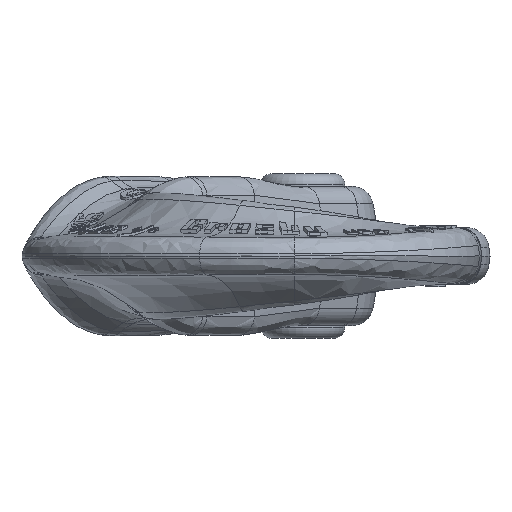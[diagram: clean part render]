
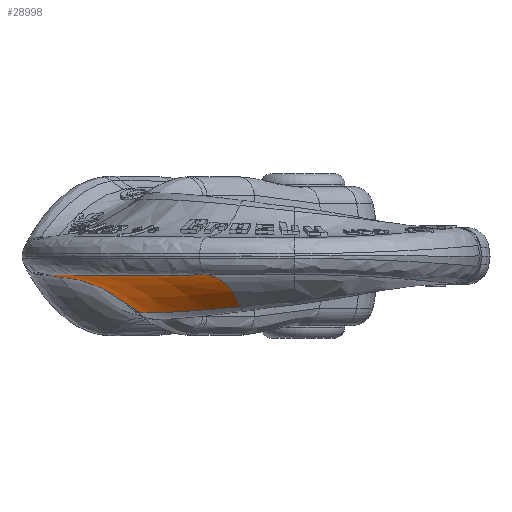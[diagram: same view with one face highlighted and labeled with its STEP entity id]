
A CAD part, front view. The second image highlights one B-rep face of the part: STEP entity #28998.
In plain terms, the highlighted free-form (B-spline) face has degree [3, 3] with [7, 7] control points.
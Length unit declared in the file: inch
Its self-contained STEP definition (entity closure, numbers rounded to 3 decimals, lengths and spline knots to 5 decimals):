
#7265=CARTESIAN_POINT('',(-1.84347,0.,-0.67568));
#7266=CARTESIAN_POINT('',(-1.84347,-0.18985,
-0.67568));
#7267=CARTESIAN_POINT('',(-1.78262,-0.56488,
-0.67631));
#7268=CARTESIAN_POINT('',(-1.52764,-1.05953,
-0.67055));
#7269=CARTESIAN_POINT('',(-1.13931,-1.4438,
-0.64754));
#7270=CARTESIAN_POINT('',(-0.81576,-1.60501,
-0.61781));
#7271=CARTESIAN_POINT('',(-0.64477,-1.65785,
-0.60046));
#7279=CARTESIAN_POINT('',(-0.64477,-1.65785,
-0.60046));
#7287=CARTESIAN_POINT('',(-1.84347,0.,-0.67568));
#9032=CARTESIAN_POINT('',(-3.00835,0.,-0.22));
#9033=CARTESIAN_POINT('',(-3.00835,-0.28819,-0.22));
#9034=CARTESIAN_POINT('',(-2.91665,-0.86928,
-0.22215));
#9035=CARTESIAN_POINT('',(-2.50709,-1.66145,
-0.22694));
#9036=CARTESIAN_POINT('',(-1.86355,-2.28308,
-0.22836));
#9037=CARTESIAN_POINT('',(-1.32555,-2.53563,
-0.22606));
#9038=CARTESIAN_POINT('',(-1.04456,-2.61456,
-0.22462));
#9040=CARTESIAN_POINT('',(-0.64477,-1.65785,
-0.60046));
#9041=CARTESIAN_POINT('',(-0.66535,-1.73225,
-0.54495));
#9042=CARTESIAN_POINT('',(-0.71551,-1.88624,
-0.44101));
#9043=CARTESIAN_POINT('',(-0.81793,-2.12662,
-0.3187));
#9044=CARTESIAN_POINT('',(-0.93652,-2.37114,
-0.24246));
#9045=CARTESIAN_POINT('',(-1.0121,-2.53402,
-0.22571));
#9046=CARTESIAN_POINT('',(-1.04456,-2.61456,
-0.22462));
#9048=CARTESIAN_POINT('',(-1.84347,0.,-0.67568));
#9049=CARTESIAN_POINT('',(-1.87272,0.,
-0.64866));
#9050=CARTESIAN_POINT('',(-1.91986,0.,
-0.60813));
#9051=CARTESIAN_POINT('',(-1.98709,0.,
-0.55636));
#9052=CARTESIAN_POINT('',(-2.02181,0.,
-0.53161));
#9053=CARTESIAN_POINT('',(-2.03935,0.,
-0.51962));
#11634=CARTESIAN_POINT('',(-2.03935,0.,
-0.51962));
#11635=CARTESIAN_POINT('',(-2.15008,0.,
-0.44391));
#11636=CARTESIAN_POINT('',(-2.33828,0.,
-0.34525));
#11637=CARTESIAN_POINT('',(-2.60375,0.,
-0.26419));
#11638=CARTESIAN_POINT('',(-2.73496,0.,
-0.2407));
#11639=CARTESIAN_POINT('',(-2.79868,0.,
-0.23286));
#11647=CARTESIAN_POINT('',(-2.79868,0.,
-0.23286));
#11648=CARTESIAN_POINT('',(-2.83539,0.,
-0.22834));
#11649=CARTESIAN_POINT('',(-2.90989,0.,
-0.22191));
#11650=CARTESIAN_POINT('',(-2.97801,0.,-0.22));
#11651=CARTESIAN_POINT('',(-3.00835,0.,-0.22));
#16628=VERTEX_POINT('',#7279);
#16629=VERTEX_POINT('',#9046);
#16685=VERTEX_POINT('',#7287);
#16686=VERTEX_POINT('',#9053);
#16687=VERTEX_POINT('',#11639);
#16688=VERTEX_POINT('',#11651);
#28937=CARTESIAN_POINT('',(-1.83442,0.02182,
-0.68398));
#28938=CARTESIAN_POINT('',(-1.91258,0.02273,
-0.61073));
#28939=CARTESIAN_POINT('',(-2.08495,0.02454,
-0.47664));
#28940=CARTESIAN_POINT('',(-2.38364,0.02734,
-0.32632));
#28941=CARTESIAN_POINT('',(-2.70355,0.03025,
-0.23659));
#28942=CARTESIAN_POINT('',(-2.91667,0.03231,
-0.21927));
#28943=CARTESIAN_POINT('',(-3.02092,0.03339,
-0.22005));
#28944=CARTESIAN_POINT('',(-1.83702,-0.17458,
-0.6838));
#28945=CARTESIAN_POINT('',(-1.91374,-0.18183,
-0.61196));
#28946=CARTESIAN_POINT('',(-2.08427,-0.19621,
-0.47869));
#28947=CARTESIAN_POINT('',(-2.38445,-0.21852,
-0.32678));
#28948=CARTESIAN_POINT('',(-2.70816,-0.24181,
-0.23603));
#28949=CARTESIAN_POINT('',(-2.9218,-0.25825,
-0.21918));
#28950=CARTESIAN_POINT('',(-3.02439,-0.26687,
-0.21997));
#28951=CARTESIAN_POINT('',(-1.77761,-0.55575,
-0.68421));
#28952=CARTESIAN_POINT('',(-1.85007,-0.5802,
-0.61523));
#28953=CARTESIAN_POINT('',(-2.01348,-0.62921,
-0.4845));
#28954=CARTESIAN_POINT('',(-2.30859,-0.70493,
-0.33119));
#28955=CARTESIAN_POINT('',(-2.62964,-0.7825,
-0.23875));
#28956=CARTESIAN_POINT('',(-2.83741,-0.8354,
-0.22184));
#28957=CARTESIAN_POINT('',(-2.93374,-0.86243,
-0.22207));
#28958=CARTESIAN_POINT('',(-1.52082,-1.05389,
-0.67791));
#28959=CARTESIAN_POINT('',(-1.58048,-1.10345,
-0.61308));
#28960=CARTESIAN_POINT('',(-1.71782,-1.20386,
-0.48835));
#28961=CARTESIAN_POINT('',(-1.97441,-1.35872,
-0.33826));
#28962=CARTESIAN_POINT('',(-2.25718,-1.51445,
-0.24584));
#28963=CARTESIAN_POINT('',(-2.43683,-1.61683,
-0.22778));
#28964=CARTESIAN_POINT('',(-2.51695,-1.66767,
-0.22677));
#28965=CARTESIAN_POINT('',(-1.12941,-1.44106,
-0.65417));
#28966=CARTESIAN_POINT('',(-1.1705,-1.51028,
-0.59306));
#28967=CARTESIAN_POINT('',(-1.26732,-1.65119,
-0.47634));
#28968=CARTESIAN_POINT('',(-1.45601,-1.86879,
-0.33561));
#28969=CARTESIAN_POINT('',(-1.66864,-2.08705,
-0.24775));
#28970=CARTESIAN_POINT('',(-1.80345,-2.22961,
-0.22958));
#28971=CARTESIAN_POINT('',(-1.86219,-2.30001,
-0.22817));
#28972=CARTESIAN_POINT('',(-0.79968,-1.6028,
-0.62329));
#28973=CARTESIAN_POINT('',(-0.82663,-1.67868,
-0.56436));
#28974=CARTESIAN_POINT('',(-0.89128,-1.83317,
-0.45449));
#28975=CARTESIAN_POINT('',(-1.02164,-2.07249,
-0.32467));
#28976=CARTESIAN_POINT('',(-1.17158,-2.31463,
-0.24362));
#28977=CARTESIAN_POINT('',(-1.26747,-2.47524,
-0.22664));
#28978=CARTESIAN_POINT('',(-1.30907,-2.55552,
-0.22582));
#28979=CARTESIAN_POINT('',(-0.62185,-1.65528,
-0.60492));
#28980=CARTESIAN_POINT('',(-0.64209,-1.73256,
-0.54705));
#28981=CARTESIAN_POINT('',(-0.69105,-1.8898,
-0.44107));
#28982=CARTESIAN_POINT('',(-0.79135,-2.13392,
-0.31793));
#28983=CARTESIAN_POINT('',(-0.90775,-2.38269,
-0.24109));
#28984=CARTESIAN_POINT('',(-0.98241,-2.5498,
-0.2248));
#28985=CARTESIAN_POINT('',(-1.0147,-2.63415,
-0.22436));
#28986=B_SPLINE_SURFACE_WITH_KNOTS('',3,3,((#28937,#28938,#28939,#28940,#28941,
#28942,#28943),(#28944,#28945,#28946,#28947,#28948,#28949,#28950),(#28951,
#28952,#28953,#28954,#28955,#28956,#28957),(#28958,#28959,#28960,#28961,#28962,
#28963,#28964),(#28965,#28966,#28967,#28968,#28969,#28970,#28971),(#28972,
#28973,#28974,#28975,#28976,#28977,#28978),(#28979,#28980,#28981,#28982,#28983,
#28984,#28985)),.UNSPECIFIED.,.F.,.F.,.F.,(4,1,1,1,4),(4,1,1,1,4),(
-0.00739,0.19209,0.38419,0.57628,
0.77608),(0.39812,0.51714,0.63165,
0.74617,0.86555),.UNSPECIFIED.);
#28988=ORIENTED_EDGE('',*,*,#28987,.T.);
#28990=ORIENTED_EDGE('',*,*,#28989,.T.);
#28992=ORIENTED_EDGE('',*,*,#28991,.T.);
#28993=ORIENTED_EDGE('',*,*,#28932,.T.);
#28994=ORIENTED_EDGE('',*,*,#26816,.F.);
#28995=ORIENTED_EDGE('',*,*,#27041,.F.);
#28996=EDGE_LOOP('',(#28988,#28990,#28992,#28993,#28994,#28995));
#28997=FACE_OUTER_BOUND('',#28996,.F.);
#28998=ADVANCED_FACE('',(#28997),#28986,.T.);
#7272=B_SPLINE_CURVE_WITH_KNOTS('',3,(#7265,#7266,#7267,#7268,#7269,#7270,
#7271),.UNSPECIFIED.,.F.,.F.,(4,1,1,1,4),(0.,0.25,0.5,0.75,1.),
.UNSPECIFIED.);
#9039=B_SPLINE_CURVE_WITH_KNOTS('',3,(#9032,#9033,#9034,#9035,#9036,#9037,
#9038),.UNSPECIFIED.,.F.,.F.,(4,1,1,1,4),(0.,0.25,0.5,0.75,1.),
.UNSPECIFIED.);
#9047=B_SPLINE_CURVE_WITH_KNOTS('',3,(#9040,#9041,#9042,#9043,#9044,#9045,
#9046),.UNSPECIFIED.,.F.,.F.,(4,1,1,1,4),(0.,0.25,0.5,0.75,1.),
.UNSPECIFIED.);
#9054=B_SPLINE_CURVE_WITH_KNOTS('',3,(#9048,#9049,#9050,#9051,#9052,#9053),
.UNSPECIFIED.,.F.,.F.,(4,1,1,4),(0.,0.5,0.75,1.),.UNSPECIFIED.);
#11640=B_SPLINE_CURVE_WITH_KNOTS('',3,(#11634,#11635,#11636,#11637,#11638,
#11639),.UNSPECIFIED.,.F.,.F.,(4,1,1,4),(0.,0.5,0.75,1.),.UNSPECIFIED.);
#11652=B_SPLINE_CURVE_WITH_KNOTS('',3,(#11647,#11648,#11649,#11650,#11651),
.UNSPECIFIED.,.F.,.F.,(4,1,4),(0.,0.5,1.),.UNSPECIFIED.);
#26816=EDGE_CURVE('',#16628,#16629,#9047,.T.);
#27041=EDGE_CURVE('',#16685,#16628,#7272,.T.);
#28932=EDGE_CURVE('',#16688,#16629,#9039,.T.);
#28987=EDGE_CURVE('',#16685,#16686,#9054,.T.);
#28989=EDGE_CURVE('',#16686,#16687,#11640,.T.);
#28991=EDGE_CURVE('',#16687,#16688,#11652,.T.);
